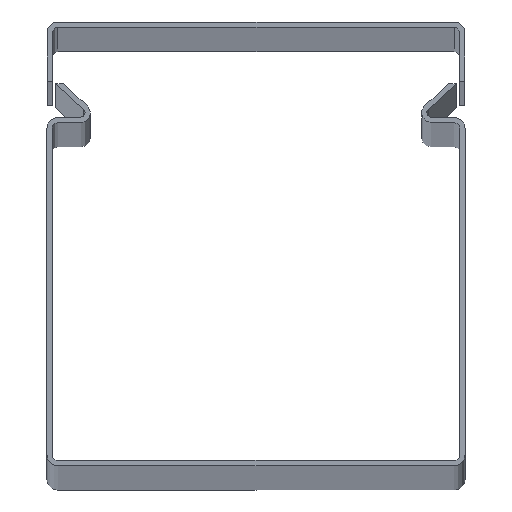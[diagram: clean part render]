
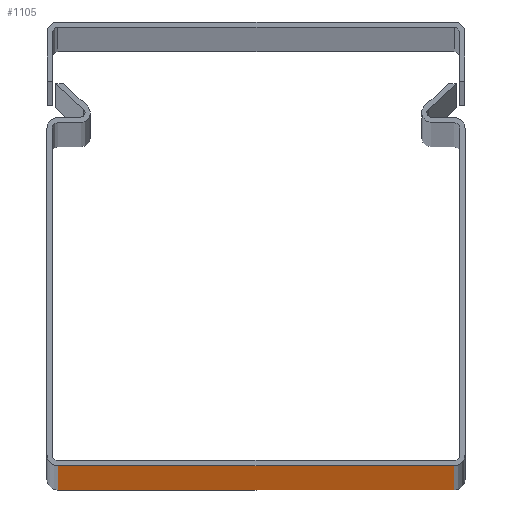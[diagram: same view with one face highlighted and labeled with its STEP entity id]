
A CAD part, top view. The second image highlights one B-rep face of the part: STEP entity #1105.
In plain terms, the highlighted planar face has unit normal (0, -1, 0).
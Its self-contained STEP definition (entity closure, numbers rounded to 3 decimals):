
#37 = DIRECTION ( 'NONE',  ( -1., 0., 0. ) ) ;
#162 = DIRECTION ( 'NONE',  ( 1., 0., 0. ) ) ;
#165 = EDGE_CURVE ( 'NONE', #679, #734, #745, .T. ) ;
#194 = CARTESIAN_POINT ( 'NONE',  ( -28.475, -0.75, 2000. ) ) ;
#264 = CARTESIAN_POINT ( 'NONE',  ( -28.475, -0.75, 2000. ) ) ;
#274 = VECTOR ( 'NONE', #162, 1000. ) ;
#296 = LINE ( 'NONE', #1025, #274 ) ;
#350 = ORIENTED_EDGE ( 'NONE', *, *, #1179, .F. ) ;
#360 = EDGE_LOOP ( 'NONE', ( #1490, #350, #1487, #457 ) ) ;
#440 = AXIS2_PLACEMENT_3D ( 'NONE', #586, #904, #37 ) ;
#457 = ORIENTED_EDGE ( 'NONE', *, *, #1156, .T. ) ;
#466 = FACE_OUTER_BOUND ( 'NONE', #360, .T. ) ;
#478 = CARTESIAN_POINT ( 'NONE',  ( 28.475, -0.75, 2000. ) ) ;
#508 = DIRECTION ( 'NONE',  ( 1., 0., 0. ) ) ;
#521 = VERTEX_POINT ( 'NONE', #675 ) ;
#586 = CARTESIAN_POINT ( 'NONE',  ( -28.475, -0.75, 2000. ) ) ;
#639 = VECTOR ( 'NONE', #1033, 1000. ) ;
#675 = CARTESIAN_POINT ( 'NONE',  ( -28.475, -0.75, 0. ) ) ;
#679 = VERTEX_POINT ( 'NONE', #1586 ) ;
#734 = VERTEX_POINT ( 'NONE', #478 ) ;
#745 = LINE ( 'NONE', #194, #1540 ) ;
#904 = DIRECTION ( 'NONE',  ( 0., 1., 0. ) ) ;
#919 = CARTESIAN_POINT ( 'NONE',  ( 28.475, -0.75, 2000. ) ) ;
#923 = LINE ( 'NONE', #919, #639 ) ;
#1005 = DIRECTION ( 'NONE',  ( 0., 0., -1. ) ) ;
#1025 = CARTESIAN_POINT ( 'NONE',  ( -28.475, -0.75, 0. ) ) ;
#1033 = DIRECTION ( 'NONE',  ( 0., 0., -1. ) ) ;
#1046 = VECTOR ( 'NONE', #1005, 1000. ) ;
#1105 = ADVANCED_FACE ( 'NONE', ( #466 ), #1299, .F. ) ;
#1156 = EDGE_CURVE ( 'NONE', #679, #521, #1251, .T. ) ;
#1179 = EDGE_CURVE ( 'NONE', #734, #1417, #923, .T. ) ;
#1190 = EDGE_CURVE ( 'NONE', #521, #1417, #296, .T. ) ;
#1251 = LINE ( 'NONE', #264, #1046 ) ;
#1299 = PLANE ( 'NONE',  #440 ) ;
#1366 = CARTESIAN_POINT ( 'NONE',  ( 28.475, -0.75, 0. ) ) ;
#1417 = VERTEX_POINT ( 'NONE', #1366 ) ;
#1487 = ORIENTED_EDGE ( 'NONE', *, *, #165, .F. ) ;
#1490 = ORIENTED_EDGE ( 'NONE', *, *, #1190, .T. ) ;
#1540 = VECTOR ( 'NONE', #508, 1000. ) ;
#1586 = CARTESIAN_POINT ( 'NONE',  ( -28.475, -0.75, 2000. ) ) ;
